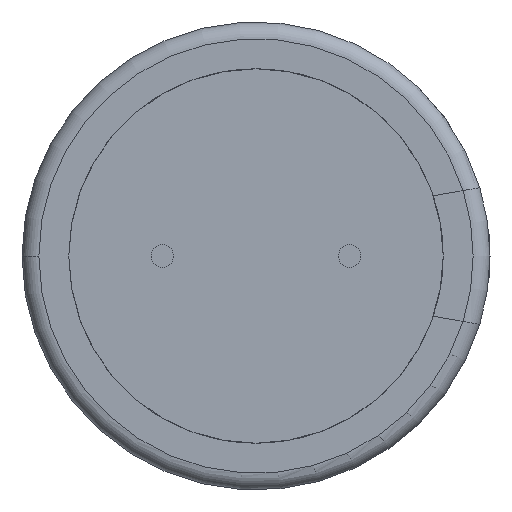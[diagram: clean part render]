
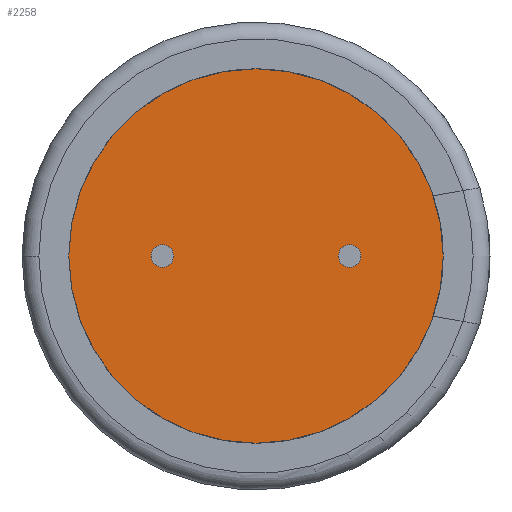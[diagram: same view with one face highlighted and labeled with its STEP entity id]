
A CAD part, front view. The second image highlights one B-rep face of the part: STEP entity #2258.
In plain terms, the highlighted planar face has unit normal (0, -1, 0).
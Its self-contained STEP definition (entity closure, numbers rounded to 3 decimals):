
#46 = AXIS2_PLACEMENT_3D ( 'NONE', #1875, #2077, #768 ) ;
#67 = CIRCLE ( 'NONE', #2357, 0.3 ) ;
#69 = ORIENTED_EDGE ( 'NONE', *, *, #1155, .F. ) ;
#94 = CARTESIAN_POINT ( 'NONE',  ( -5., 0., 0. ) ) ;
#159 = EDGE_CURVE ( 'NONE', #1702, #1221, #2164, .T. ) ;
#204 = DIRECTION ( 'NONE',  ( 0., -1., 0. ) ) ;
#323 = CARTESIAN_POINT ( 'NONE',  ( 2.5, 0., 0.3 ) ) ;
#401 = CARTESIAN_POINT ( 'NONE',  ( -2.5, 0., 0.3 ) ) ;
#402 = CIRCLE ( 'NONE', #773, 5. ) ;
#421 = FACE_BOUND ( 'NONE', #1907, .T. ) ;
#448 = AXIS2_PLACEMENT_3D ( 'NONE', #722, #927, #1846 ) ;
#481 = DIRECTION ( 'NONE',  ( 0., 1., 0. ) ) ;
#486 = EDGE_CURVE ( 'NONE', #813, #1997, #67, .T. ) ;
#500 = ORIENTED_EDGE ( 'NONE', *, *, #159, .F. ) ;
#542 = CARTESIAN_POINT ( 'NONE',  ( -2.5, 0., -0.3 ) ) ;
#561 = DIRECTION ( 'NONE',  ( -1., 0., 0. ) ) ;
#678 = CARTESIAN_POINT ( 'NONE',  ( 5., 0., 0. ) ) ;
#712 = CIRCLE ( 'NONE', #448, 5. ) ;
#722 = CARTESIAN_POINT ( 'NONE',  ( 0., 0., 0. ) ) ;
#757 = DIRECTION ( 'NONE',  ( 0., -1., 0. ) ) ;
#768 = DIRECTION ( 'NONE',  ( -1., 0., 0. ) ) ;
#773 = AXIS2_PLACEMENT_3D ( 'NONE', #1585, #481, #1236 ) ;
#778 = AXIS2_PLACEMENT_3D ( 'NONE', #968, #1511, #1670 ) ;
#813 = VERTEX_POINT ( 'NONE', #542 ) ;
#842 = AXIS2_PLACEMENT_3D ( 'NONE', #2183, #204, #941 ) ;
#924 = EDGE_CURVE ( 'NONE', #1379, #1556, #712, .T. ) ;
#927 = DIRECTION ( 'NONE',  ( 0., 1., 0. ) ) ;
#935 = CARTESIAN_POINT ( 'NONE',  ( 0., 0., 0. ) ) ;
#941 = DIRECTION ( 'NONE',  ( -1., 0., 0. ) ) ;
#968 = CARTESIAN_POINT ( 'NONE',  ( -2.5, 0., 0. ) ) ;
#1066 = CIRCLE ( 'NONE', #778, 0.3 ) ;
#1155 = EDGE_CURVE ( 'NONE', #1556, #1379, #402, .T. ) ;
#1221 = VERTEX_POINT ( 'NONE', #323 ) ;
#1236 = DIRECTION ( 'NONE',  ( -1., 0., 0. ) ) ;
#1301 = EDGE_LOOP ( 'NONE', ( #2224, #500 ) ) ;
#1339 = EDGE_CURVE ( 'NONE', #1221, #1702, #2347, .T. ) ;
#1379 = VERTEX_POINT ( 'NONE', #94 ) ;
#1511 = DIRECTION ( 'NONE',  ( 0., -1., 0. ) ) ;
#1556 = VERTEX_POINT ( 'NONE', #678 ) ;
#1585 = CARTESIAN_POINT ( 'NONE',  ( 0., 0., 0. ) ) ;
#1658 = PLANE ( 'NONE',  #2021 ) ;
#1667 = DIRECTION ( 'NONE',  ( 0., 1., 0. ) ) ;
#1670 = DIRECTION ( 'NONE',  ( -1., 0., 0. ) ) ;
#1702 = VERTEX_POINT ( 'NONE', #2367 ) ;
#1812 = ORIENTED_EDGE ( 'NONE', *, *, #924, .F. ) ;
#1846 = DIRECTION ( 'NONE',  ( -1., 0., 0. ) ) ;
#1875 = CARTESIAN_POINT ( 'NONE',  ( 2.5, 0., 0. ) ) ;
#1878 = ORIENTED_EDGE ( 'NONE', *, *, #486, .F. ) ;
#1881 = ORIENTED_EDGE ( 'NONE', *, *, #1955, .F. ) ;
#1907 = EDGE_LOOP ( 'NONE', ( #1881, #1878 ) ) ;
#1955 = EDGE_CURVE ( 'NONE', #1997, #813, #1066, .T. ) ;
#1997 = VERTEX_POINT ( 'NONE', #401 ) ;
#2021 = AXIS2_PLACEMENT_3D ( 'NONE', #935, #1667, #561 ) ;
#2024 = FACE_BOUND ( 'NONE', #1301, .T. ) ;
#2038 = CARTESIAN_POINT ( 'NONE',  ( -2.5, 0., 0. ) ) ;
#2059 = DIRECTION ( 'NONE',  ( -1., 0., 0. ) ) ;
#2077 = DIRECTION ( 'NONE',  ( 0., -1., 0. ) ) ;
#2164 = CIRCLE ( 'NONE', #842, 0.3 ) ;
#2165 = FACE_OUTER_BOUND ( 'NONE', #2341, .T. ) ;
#2183 = CARTESIAN_POINT ( 'NONE',  ( 2.5, 0., 0. ) ) ;
#2224 = ORIENTED_EDGE ( 'NONE', *, *, #1339, .F. ) ;
#2258 = ADVANCED_FACE ( 'NONE', ( #421, #2024, #2165 ), #1658, .F. ) ;
#2341 = EDGE_LOOP ( 'NONE', ( #1812, #69 ) ) ;
#2347 = CIRCLE ( 'NONE', #46, 0.3 ) ;
#2357 = AXIS2_PLACEMENT_3D ( 'NONE', #2038, #757, #2059 ) ;
#2367 = CARTESIAN_POINT ( 'NONE',  ( 2.5, 0., -0.3 ) ) ;
